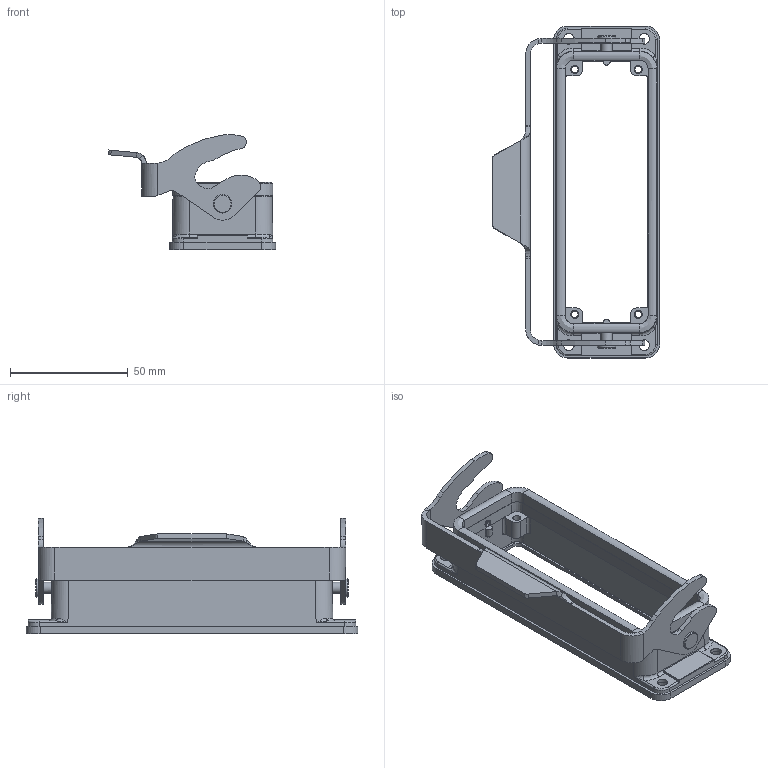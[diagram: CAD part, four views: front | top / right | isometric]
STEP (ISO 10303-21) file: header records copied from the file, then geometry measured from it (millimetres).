
FILE_DESCRIPTION(/* description */ (''),/* implementation_level */ '2;1');
FILE_NAME(/* name */ 'H24B-BK-1L.stp',/* time_stamp */ '2022-08-12T09:38:22+08:00',/* author */ (''),/* organization */ (''),/* preprocessor_version */ 'ST-DEVELOPER v16',/* originating_system */ 'SIEMENS PLM Software NX 10.0',/* authorisation */ '');
FILE_SCHEMA (('AP203_CONFIGURATION_CONTROLLED_3D_DESIGN_OF_MECHANICAL_PARTS_AND_ASSEMBLIES_MIM_LF { 1 0 10303 403 2 1 2}'));
Length unit declared in the file: millimetre
Products named in the file (1): Admi11682A00h73u
Bounding box: 71.13 x 141.1 x 48.88 mm (x, y, z)
Volume: 44742.1 mm3; surface area: 35230.9 mm2
Topology: 1 solids, 3 shells, 367 faces, 921 edges, 576 vertices
Faces by surface type: cylinder 150, plane 147, bspline 44, cone 16, torus 4, extrusion 4, sphere 2
Full cylindrical faces by diameter (mm): 2.2 x2, 2.843 x4, 3 x4, 3.4 x4, 4.5 x8, 4.8 x2, 5.15 x2, 7.8 x2
Entity records: 11708 total; most frequent: CARTESIAN_POINT 3219, ORIENTED_EDGE 1720, DIRECTION 1719, EDGE_CURVE 860, AXIS2_PLACEMENT_3D 646, VERTEX_POINT 562, EDGE_LOOP 454, VECTOR 427
